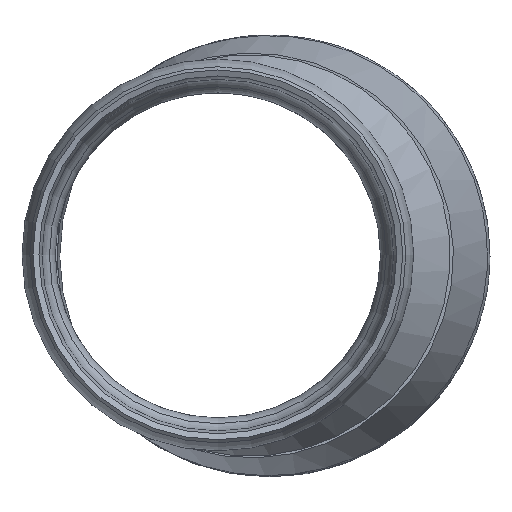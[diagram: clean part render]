
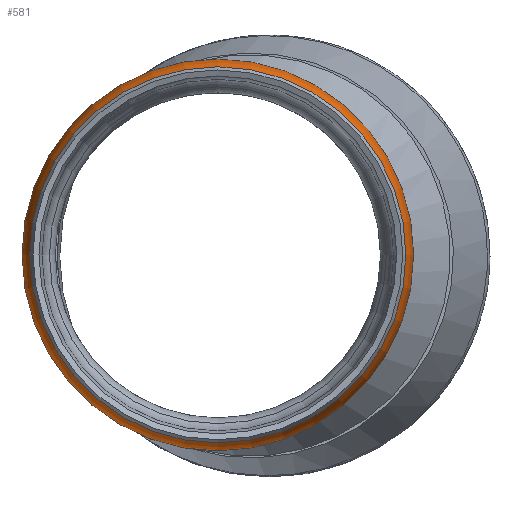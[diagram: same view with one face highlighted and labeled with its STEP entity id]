
A CAD part, top view. The second image highlights one B-rep face of the part: STEP entity #581.
In plain terms, the highlighted toroidal (fillet/blend) face has major radius 340 mm and minor radius 250 mm.
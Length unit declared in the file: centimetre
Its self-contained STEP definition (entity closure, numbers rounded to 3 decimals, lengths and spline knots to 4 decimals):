
#45=TOROIDAL_SURFACE('',#643,34.,25.);
#73=CIRCLE('',#641,56.6577);
#74=CIRCLE('',#642,56.6577);
#75=CIRCLE('',#644,59.);
#76=CIRCLE('',#645,25.);
#77=CIRCLE('',#646,59.);
#157=FACE_OUTER_BOUND('',#193,.T.);
#193=EDGE_LOOP('',(#450,#451,#452,#453,#454,#455));
#260=VERTEX_POINT('',#2722);
#261=VERTEX_POINT('',#2723);
#262=VERTEX_POINT('',#2728);
#263=VERTEX_POINT('',#2729);
#328=EDGE_CURVE('',#260,#261,#73,.T.);
#329=EDGE_CURVE('',#261,#260,#74,.T.);
#331=EDGE_CURVE('',#262,#263,#75,.T.);
#332=EDGE_CURVE('',#262,#260,#76,.T.);
#333=EDGE_CURVE('',#263,#262,#77,.T.);
#450=ORIENTED_EDGE('',*,*,#331,.F.);
#451=ORIENTED_EDGE('',*,*,#332,.T.);
#452=ORIENTED_EDGE('',*,*,#328,.T.);
#453=ORIENTED_EDGE('',*,*,#329,.T.);
#454=ORIENTED_EDGE('',*,*,#332,.F.);
#455=ORIENTED_EDGE('',*,*,#333,.F.);
#581=ADVANCED_FACE('',(#157),#45,.T.);
#641=AXIS2_PLACEMENT_3D('',#2724,#770,#771);
#642=AXIS2_PLACEMENT_3D('',#2725,#772,#773);
#643=AXIS2_PLACEMENT_3D('',#2727,#775,#776);
#644=AXIS2_PLACEMENT_3D('',#2730,#777,#778);
#645=AXIS2_PLACEMENT_3D('',#2731,#779,#780);
#646=AXIS2_PLACEMENT_3D('',#2732,#781,#782);
#770=DIRECTION('center_axis',(0.,0.,-1.));
#771=DIRECTION('ref_axis',(1.,0.,0.));
#772=DIRECTION('center_axis',(0.,0.,-1.));
#773=DIRECTION('ref_axis',(1.,0.,0.));
#775=DIRECTION('center_axis',(0.,0.,-1.));
#776=DIRECTION('ref_axis',(0.,1.,0.));
#777=DIRECTION('center_axis',(0.,0.,-1.));
#778=DIRECTION('ref_axis',(1.,0.,0.));
#779=DIRECTION('center_axis',(-1.,0.,0.));
#780=DIRECTION('ref_axis',(0.,-1.,0.));
#781=DIRECTION('center_axis',(0.,0.,-1.));
#782=DIRECTION('ref_axis',(1.,0.,0.));
#2722=CARTESIAN_POINT('',(-15.5,-56.6577,237.9607));
#2723=CARTESIAN_POINT('',(41.1577,0.,237.9607));
#2724=CARTESIAN_POINT('Origin',(-15.5,0.,237.9607));
#2725=CARTESIAN_POINT('Origin',(-15.5,0.,237.9607));
#2727=CARTESIAN_POINT('Origin',(-15.5,0.,227.3952));
#2728=CARTESIAN_POINT('',(-15.5,-59.,227.3952));
#2729=CARTESIAN_POINT('',(43.5,0.,227.3952));
#2730=CARTESIAN_POINT('Origin',(-15.5,0.,227.3952));
#2731=CARTESIAN_POINT('Origin',(-15.5,-34.,227.3952));
#2732=CARTESIAN_POINT('Origin',(-15.5,0.,227.3952));
